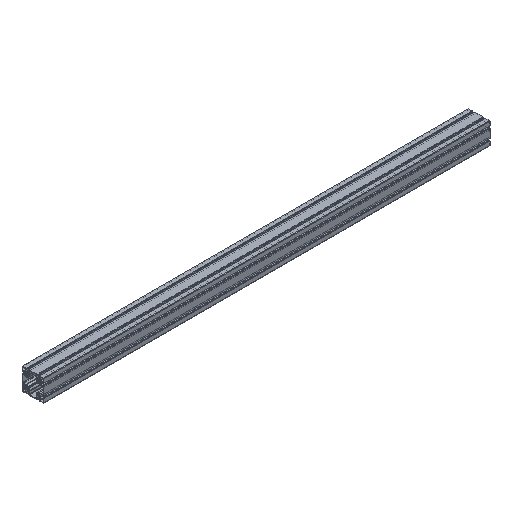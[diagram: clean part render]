
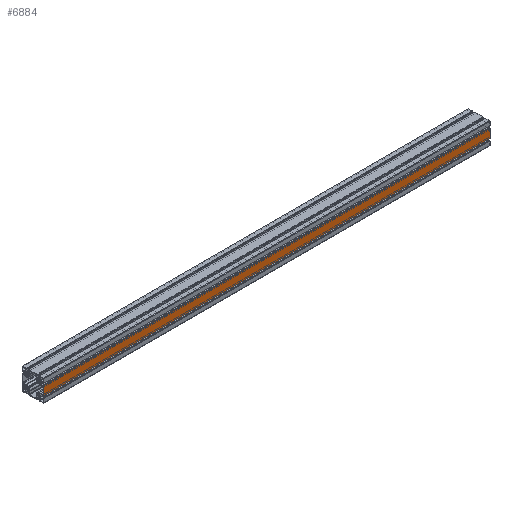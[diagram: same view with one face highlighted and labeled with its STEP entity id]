
A CAD part, isometric view. The second image highlights one B-rep face of the part: STEP entity #6884.
In plain terms, the highlighted planar face has unit normal (0, -1, 0).
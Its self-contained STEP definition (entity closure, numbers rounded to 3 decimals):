
#113=PLANE('',#7466);
#414=FACE_OUTER_BOUND('',#764,.T.);
#764=EDGE_LOOP('',(#5214,#5215,#5216,#5217));
#1290=LINE('',#10961,#2006);
#1291=LINE('',#10964,#2007);
#1292=LINE('',#10966,#2008);
#1293=LINE('',#10967,#2009);
#2006=VECTOR('',#8922,1.);
#2007=VECTOR('',#8925,1.);
#2008=VECTOR('',#8926,1.);
#2009=VECTOR('',#8927,1.);
#3086=VERTEX_POINT('',#10957);
#3087=VERTEX_POINT('',#10959);
#3088=VERTEX_POINT('',#10963);
#3089=VERTEX_POINT('',#10965);
#3976=EDGE_CURVE('',#3086,#3087,#1290,.T.);
#3977=EDGE_CURVE('',#3086,#3088,#1291,.T.);
#3978=EDGE_CURVE('',#3089,#3087,#1292,.T.);
#3979=EDGE_CURVE('',#3088,#3089,#1293,.T.);
#5214=ORIENTED_EDGE('',*,*,#3977,.F.);
#5215=ORIENTED_EDGE('',*,*,#3976,.T.);
#5216=ORIENTED_EDGE('',*,*,#3978,.F.);
#5217=ORIENTED_EDGE('',*,*,#3979,.F.);
#6884=ADVANCED_FACE('',(#414),#113,.T.);
#7466=AXIS2_PLACEMENT_3D('',#10962,#8923,#8924);
#8922=DIRECTION('',(1.,0.,0.));
#8923=DIRECTION('center_axis',(0.,-1.,0.));
#8924=DIRECTION('ref_axis',(0.,0.,-1.));
#8925=DIRECTION('',(0.,0.,1.));
#8926=DIRECTION('',(0.,0.,-1.));
#8927=DIRECTION('',(1.,0.,0.));
#10957=CARTESIAN_POINT('',(0.,0.,27.05));
#10959=CARTESIAN_POINT('',(1828.8,0.,27.05));
#10961=CARTESIAN_POINT('',(0.,0.,27.05));
#10962=CARTESIAN_POINT('Origin',(0.,0.,62.95));
#10963=CARTESIAN_POINT('',(0.,0.,62.95));
#10964=CARTESIAN_POINT('',(0.,0.,27.05));
#10965=CARTESIAN_POINT('',(1828.8,0.,62.95));
#10966=CARTESIAN_POINT('',(1828.8,0.,27.05));
#10967=CARTESIAN_POINT('',(0.,0.,62.95));
